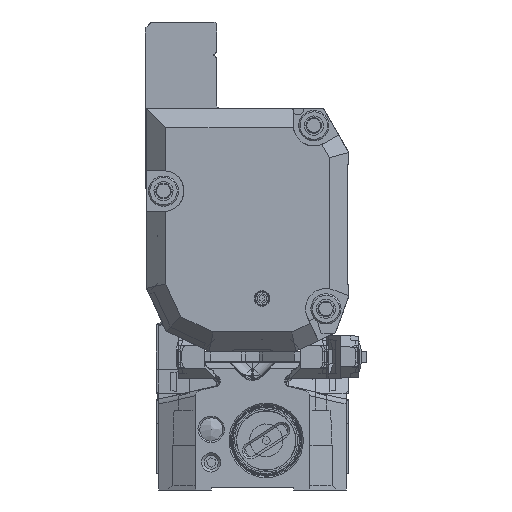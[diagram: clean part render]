
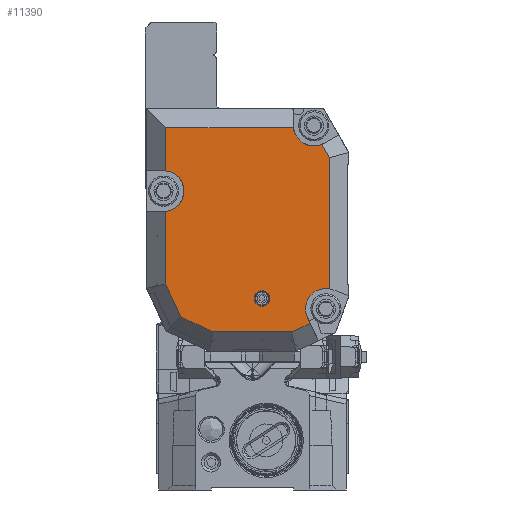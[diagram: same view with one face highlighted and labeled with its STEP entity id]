
A CAD part, front view. The second image highlights one B-rep face of the part: STEP entity #11390.
In plain terms, the highlighted planar face has unit normal (0, -1, 0).
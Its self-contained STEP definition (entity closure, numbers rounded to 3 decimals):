
#3826=FACE_BOUND('',#21662,.T.);
#3827=FACE_BOUND('',#21663,.T.);
#11390=ADVANCED_FACE('',(#3826,#3827),#13605,.F.);
#13605=PLANE('',#82806);
#21662=EDGE_LOOP('',(#43227,#43228,#43229,#43230,#43231,#43232,#43233,#43234,
#43235,#43236,#43237,#43238,#43239));
#21663=EDGE_LOOP('',(#43240));
#43227=ORIENTED_EDGE('',*,*,#61397,.T.);
#43228=ORIENTED_EDGE('',*,*,#61398,.T.);
#43229=ORIENTED_EDGE('',*,*,#61399,.T.);
#43230=ORIENTED_EDGE('',*,*,#61400,.T.);
#43231=ORIENTED_EDGE('',*,*,#61401,.T.);
#43232=ORIENTED_EDGE('',*,*,#61402,.T.);
#43233=ORIENTED_EDGE('',*,*,#61403,.T.);
#43234=ORIENTED_EDGE('',*,*,#61404,.T.);
#43235=ORIENTED_EDGE('',*,*,#61405,.T.);
#43236=ORIENTED_EDGE('',*,*,#61406,.T.);
#43237=ORIENTED_EDGE('',*,*,#61407,.T.);
#43238=ORIENTED_EDGE('',*,*,#61408,.T.);
#43239=ORIENTED_EDGE('',*,*,#61409,.T.);
#43240=ORIENTED_EDGE('',*,*,#61410,.T.);
#50568=VERTEX_POINT('',#141511);
#50569=VERTEX_POINT('',#141512);
#50570=VERTEX_POINT('',#141514);
#50571=VERTEX_POINT('',#141516);
#50572=VERTEX_POINT('',#141518);
#50573=VERTEX_POINT('',#141520);
#50574=VERTEX_POINT('',#141522);
#50575=VERTEX_POINT('',#141524);
#50576=VERTEX_POINT('',#141526);
#50577=VERTEX_POINT('',#141528);
#50578=VERTEX_POINT('',#141530);
#50579=VERTEX_POINT('',#141532);
#50580=VERTEX_POINT('',#141534);
#50581=VERTEX_POINT('',#141537);
#61397=EDGE_CURVE('',#50568,#50569,#76274,.T.);
#61398=EDGE_CURVE('',#50569,#50570,#67700,.T.);
#61399=EDGE_CURVE('',#50570,#50571,#67701,.T.);
#61400=EDGE_CURVE('',#50571,#50572,#76275,.T.);
#61401=EDGE_CURVE('',#50572,#50573,#67702,.T.);
#61402=EDGE_CURVE('',#50573,#50574,#67703,.T.);
#61403=EDGE_CURVE('',#50574,#50575,#76276,.T.);
#61404=EDGE_CURVE('',#50575,#50576,#67704,.T.);
#61405=EDGE_CURVE('',#50576,#50577,#67705,.T.);
#61406=EDGE_CURVE('',#50577,#50578,#67706,.T.);
#61407=EDGE_CURVE('',#50578,#50579,#67707,.T.);
#61408=EDGE_CURVE('',#50579,#50580,#67708,.T.);
#61409=EDGE_CURVE('',#50580,#50568,#67709,.T.);
#61410=EDGE_CURVE('',#50581,#50581,#76277,.T.);
#67700=LINE('',#141513,#74070);
#67701=LINE('',#141515,#74071);
#67702=LINE('',#141519,#74072);
#67703=LINE('',#141521,#74073);
#67704=LINE('',#141525,#74074);
#67705=LINE('',#141527,#74075);
#67706=LINE('',#141529,#74076);
#67707=LINE('',#141531,#74077);
#67708=LINE('',#141533,#74078);
#67709=LINE('',#141535,#74079);
#74070=VECTOR('',#102176,1.);
#74071=VECTOR('',#102177,1.);
#74072=VECTOR('',#102180,1.);
#74073=VECTOR('',#102181,1.);
#74074=VECTOR('',#102184,1.);
#74075=VECTOR('',#102185,1.);
#74076=VECTOR('',#102186,1.);
#74077=VECTOR('',#102187,1.);
#74078=VECTOR('',#102188,1.);
#74079=VECTOR('',#102189,1.);
#76274=CIRCLE('',#82802,3.7);
#76275=CIRCLE('',#82803,3.7);
#76276=CIRCLE('',#82804,3.7);
#76277=CIRCLE('',#82805,1.3);
#82802=AXIS2_PLACEMENT_3D('',#141510,#102174,#102175);
#82803=AXIS2_PLACEMENT_3D('',#141517,#102178,#102179);
#82804=AXIS2_PLACEMENT_3D('',#141523,#102182,#102183);
#82805=AXIS2_PLACEMENT_3D('',#141536,#102190,#102191);
#82806=AXIS2_PLACEMENT_3D('',#141538,#102192,#102193);
#102174=DIRECTION('',(0.,1.,0.));
#102175=DIRECTION('',(-1.,0.,0.));
#102176=DIRECTION('',(0.,0.,1.));
#102177=DIRECTION('',(-0.5,0.,0.866));
#102178=DIRECTION('',(0.,1.,0.));
#102179=DIRECTION('',(-1.,0.,0.));
#102180=DIRECTION('',(-1.,0.,0.));
#102181=DIRECTION('',(0.,0.,-1.));
#102182=DIRECTION('',(0.,1.,0.));
#102183=DIRECTION('',(-1.,0.,0.));
#102184=DIRECTION('',(0.,0.,-1.));
#102185=DIRECTION('',(0.419,0.,-0.908));
#102186=DIRECTION('',(0.905,0.,-0.426));
#102187=DIRECTION('',(1.,0.,0.));
#102188=DIRECTION('',(0.905,0.,0.426));
#102189=DIRECTION('',(-0.426,0.,0.905));
#102190=DIRECTION('',(0.,1.,0.));
#102191=DIRECTION('',(0.,0.,1.));
#102192=DIRECTION('',(0.,1.,0.));
#102193=DIRECTION('',(0.,0.,1.));
#141510=CARTESIAN_POINT('',(32.85,-8.,-52.11));
#141511=CARTESIAN_POINT('',(29.503,-8.,-53.687));
#141512=CARTESIAN_POINT('',(33.5,-8.,-48.468));
#141513=CARTESIAN_POINT('',(33.5,-8.,-46.706));
#141514=CARTESIAN_POINT('',(33.5,-8.,-24.648));
#141515=CARTESIAN_POINT('',(44.864,-8.,-44.331));
#141516=CARTESIAN_POINT('',(32.096,-8.,-22.216));
#141517=CARTESIAN_POINT('',(30.65,-8.,-18.81));
#141518=CARTESIAN_POINT('',(26.972,-8.,-19.21));
#141519=CARTESIAN_POINT('',(40.75,-8.,-19.21));
#141520=CARTESIAN_POINT('',(3.75,-8.,-19.21));
#141521=CARTESIAN_POINT('',(3.75,-8.,-46.706));
#141522=CARTESIAN_POINT('',(3.75,-8.,-27.032));
#141523=CARTESIAN_POINT('',(3.35,-8.,-30.71));
#141524=CARTESIAN_POINT('',(3.75,-8.,-34.388));
#141525=CARTESIAN_POINT('',(3.75,-8.,-46.706));
#141526=CARTESIAN_POINT('',(3.75,-8.,-47.584));
#141527=CARTESIAN_POINT('',(9.912,-8.,-60.937));
#141528=CARTESIAN_POINT('',(6.493,-8.,-53.528));
#141529=CARTESIAN_POINT('',(31.901,-8.,-65.495));
#141530=CARTESIAN_POINT('',(12.378,-8.,-56.3));
#141531=CARTESIAN_POINT('',(40.75,-8.,-56.3));
#141532=CARTESIAN_POINT('',(26.622,-8.,-56.3));
#141533=CARTESIAN_POINT('',(41.883,-8.,-49.112));
#141534=CARTESIAN_POINT('',(29.987,-8.,-54.715));
#141535=CARTESIAN_POINT('',(31.478,-8.,-57.881));
#141536=CARTESIAN_POINT('',(21.25,-8.,-50.21));
#141537=CARTESIAN_POINT('',(21.25,-8.,-48.91));
#141538=CARTESIAN_POINT('',(40.75,-8.,-46.706));
